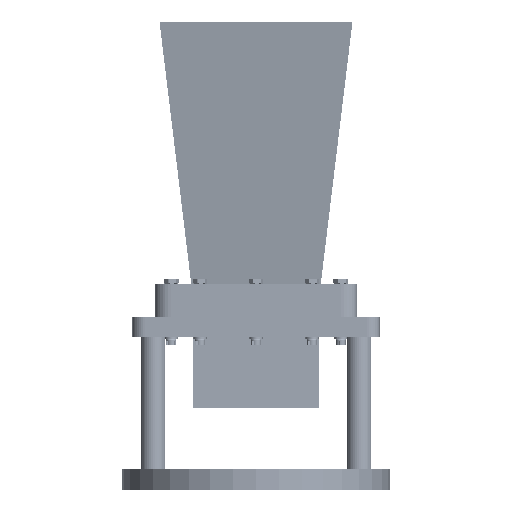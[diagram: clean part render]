
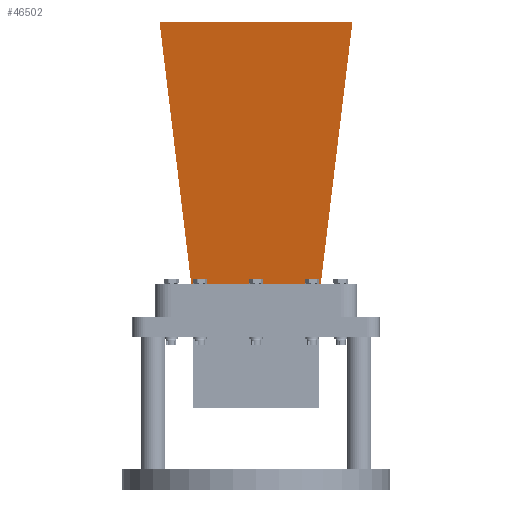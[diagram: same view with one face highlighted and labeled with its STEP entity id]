
A CAD part, top view. The second image highlights one B-rep face of the part: STEP entity #46502.
In plain terms, the highlighted face is planar.
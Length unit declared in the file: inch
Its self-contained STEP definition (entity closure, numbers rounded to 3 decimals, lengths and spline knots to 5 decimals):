
#276 = VERTEX_POINT ( 'NONE', #74381 ) ;
#831 = CARTESIAN_POINT ( 'NONE',  ( -1.84191, -1.33879, 5.241 ) ) ;
#1008 = ORIENTED_EDGE ( 'NONE', *, *, #52542, .F. ) ;
#4382 = DIRECTION ( 'NONE',  ( 0., 0.134, -0.991 ) ) ;
#6990 = CARTESIAN_POINT ( 'NONE',  ( -1.238, -0.6655, 0.25 ) ) ;
#10412 = CARTESIAN_POINT ( 'NONE',  ( -1.9375, -1.33879, 5.241 ) ) ;
#15540 = DIRECTION ( 'NONE',  ( 1., 0., 0. ) ) ;
#16451 = VERTEX_POINT ( 'NONE', #32638 ) ;
#18684 = VECTOR ( 'NONE', #64961, 39.37008 ) ;
#18781 = CARTESIAN_POINT ( 'NONE',  ( 1.238, -0.6655, 0.25 ) ) ;
#26941 = ORIENTED_EDGE ( 'NONE', *, *, #50367, .F. ) ;
#28635 = CARTESIAN_POINT ( 'NONE',  ( 1.238, -0.6655, 0.25 ) ) ;
#29558 = FACE_OUTER_BOUND ( 'NONE', #64599, .T. ) ;
#32638 = CARTESIAN_POINT ( 'NONE',  ( 1.238, -0.6655, 0.25 ) ) ;
#35783 = VERTEX_POINT ( 'NONE', #46908 ) ;
#35880 = CARTESIAN_POINT ( 'NONE',  ( 0., -0.62048, -0.0837 ) ) ;
#37739 = CARTESIAN_POINT ( 'NONE',  ( -0.41267, -0.6655, 0.25 ) ) ;
#40265 = PLANE ( 'NONE',  #61953 ) ;
#41986 = VERTEX_POINT ( 'NONE', #831 ) ;
#44863 = VECTOR ( 'NONE', #15540, 39.37008 ) ;
#46502 = ADVANCED_FACE ( 'NONE', ( #29558 ), #40265, .F. ) ;
#46908 = CARTESIAN_POINT ( 'NONE',  ( 1.84191, -1.33879, 5.241 ) ) ;
#50367 = EDGE_CURVE ( 'NONE', #276, #41986, #67978, .T. ) ;
#51891 = LINE ( 'NONE', #10412, #44863 ) ;
#52542 = EDGE_CURVE ( 'NONE', #41986, #35783, #51891, .T. ) ;
#53152 = LINE ( 'NONE', #28635, #18684 ) ;
#54319 = DIRECTION ( 'NONE',  ( -0.119, -0.133, 0.984 ) ) ;
#56054 = EDGE_CURVE ( 'NONE', #16451, #276, #64168, .T. ) ;
#56935 = CARTESIAN_POINT ( 'NONE',  ( -1.238, -0.6655, 0.25 ) ) ;
#61062 = VECTOR ( 'NONE', #54319, 39.37008 ) ;
#61953 = AXIS2_PLACEMENT_3D ( 'NONE', #35880, #77708, #4382 ) ;
#64168 = B_SPLINE_CURVE_WITH_KNOTS ( 'NONE', 3,
 ( #18781, #72475, #37739, #6990 ),
 .UNSPECIFIED., .F., .F.,
 ( 4, 4 ),
 ( 0., 1. ),
 .UNSPECIFIED. ) ;
#64599 = EDGE_LOOP ( 'NONE', ( #73880, #1008, #26941, #76831 ) ) ;
#64961 = DIRECTION ( 'NONE',  ( 0.119, -0.133, 0.984 ) ) ;
#67978 = LINE ( 'NONE', #56935, #61062 ) ;
#70870 = EDGE_CURVE ( 'NONE', #16451, #35783, #53152, .T. ) ;
#72475 = CARTESIAN_POINT ( 'NONE',  ( 0.41267, -0.6655, 0.25 ) ) ;
#73880 = ORIENTED_EDGE ( 'NONE', *, *, #70870, .T. ) ;
#74381 = CARTESIAN_POINT ( 'NONE',  ( -1.238, -0.6655, 0.25 ) ) ;
#76831 = ORIENTED_EDGE ( 'NONE', *, *, #56054, .F. ) ;
#77708 = DIRECTION ( 'NONE',  ( 0., 0.991, 0.134 ) ) ;
